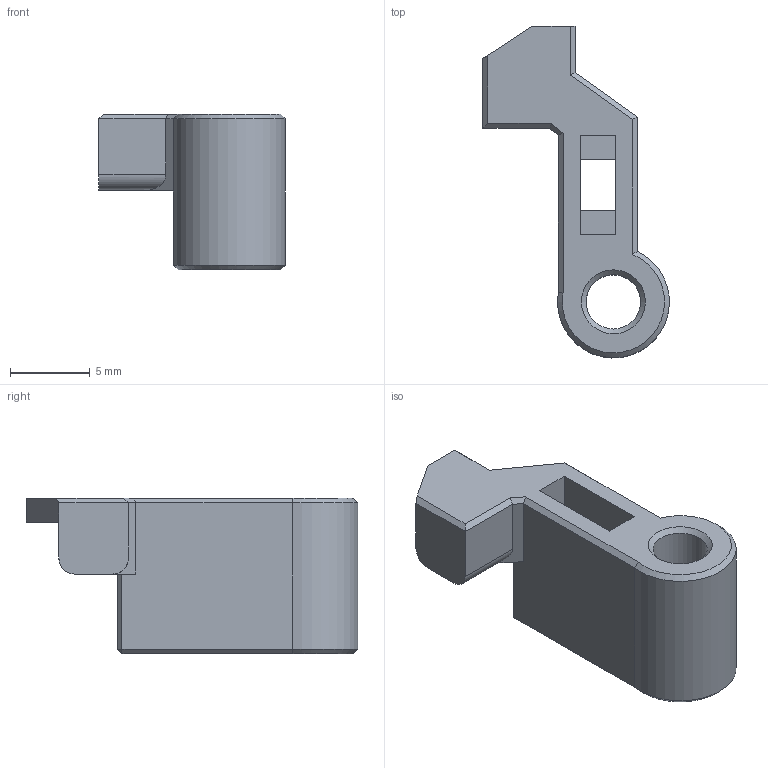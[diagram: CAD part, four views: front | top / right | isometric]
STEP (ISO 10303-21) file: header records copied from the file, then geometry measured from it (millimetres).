
FILE_DESCRIPTION(/* description */ (''),/* implementation_level */ '2;1');
FILE_NAME(/* name */ 'MB-printhead.fs-lever(Mirror).step',/* time_stamp */ '2023-03-27T17:20:23+02:00',/* author */ (''),/* organization */ (''),/* preprocessor_version */ 'ST-DEVELOPER v19.2',/* originating_system */ 'Autodesk Translation Framework v11.17.0.187',/* authorisation */ '');
FILE_SCHEMA (('AUTOMOTIVE_DESIGN { 1 0 10303 214 3 1 1 }'));
Length unit declared in the file: millimetre
Products named in the file (1): fs-lever v1(Mirror)
Bounding box: 11.67 x 20.76 x 9.75 mm (x, y, z)
Volume: 711.7 mm3; surface area: 908.2 mm2
Topology: 1 solids, 1 shells, 46 faces, 115 edges, 71 vertices
Faces by surface type: plane 38, cone 4, cylinder 4
Full cylindrical faces by diameter (mm): 3.4 x1
Entity records: 1389 total; most frequent: CARTESIAN_POINT 239, ORIENTED_EDGE 230, DIRECTION 223, EDGE_CURVE 115, LINE 97, VECTOR 97, VERTEX_POINT 71, AXIS2_PLACEMENT_3D 63
